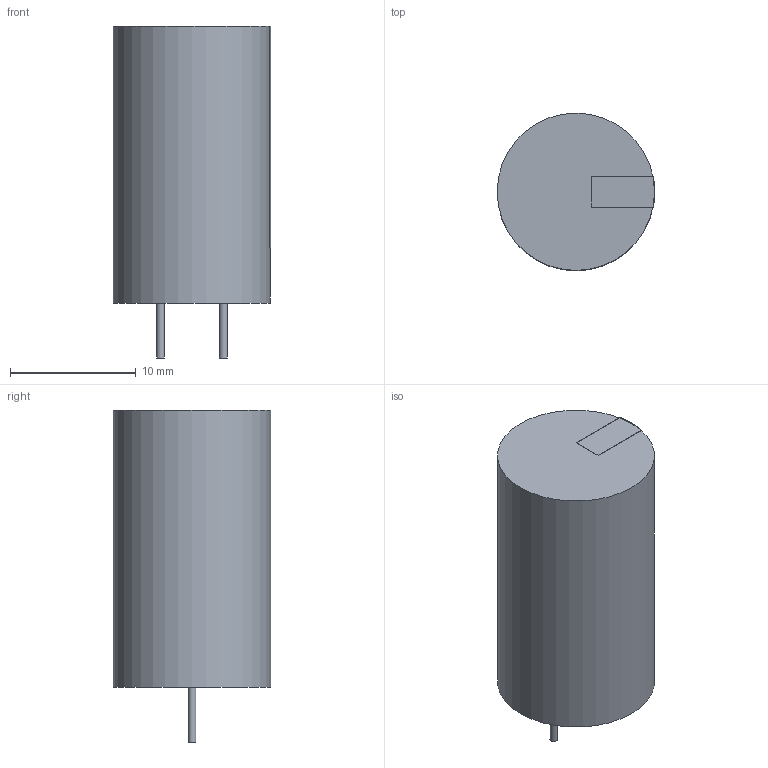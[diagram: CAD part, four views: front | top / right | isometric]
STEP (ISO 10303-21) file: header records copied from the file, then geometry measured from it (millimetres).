
FILE_DESCRIPTION(('STEP AP214'),'1');
FILE_NAME('CAP_UAQ_12P5X20_NCH','2024-11-20T04:37:00',(''),(''),'','','');
FILE_SCHEMA(('AUTOMOTIVE_DESIGN'));
Length unit declared in the file: millimetre
Products named in the file (1): product
Bounding box: 12.52 x 12.5 x 26.38 mm (x, y, z)
Volume: 2701.9 mm3; surface area: 1238.7 mm2
Topology: 4 solids, 4 shells, 17 faces, 27 edges, 18 vertices
Faces by surface type: plane 12, cylinder 5
Full cylindrical faces by diameter (mm): 0.61 x2, 12.497 x1
Entity records: 552 total; most frequent: DIRECTION 76, CARTESIAN_POINT 48, ORIENTED_EDGE 48, AXIS2_PLACEMENT_3D 31, EDGE_CURVE 24, EDGE_LOOP 20, VERTEX_POINT 18, PRESENTATION_STYLE_ASSIGNMENT 17
